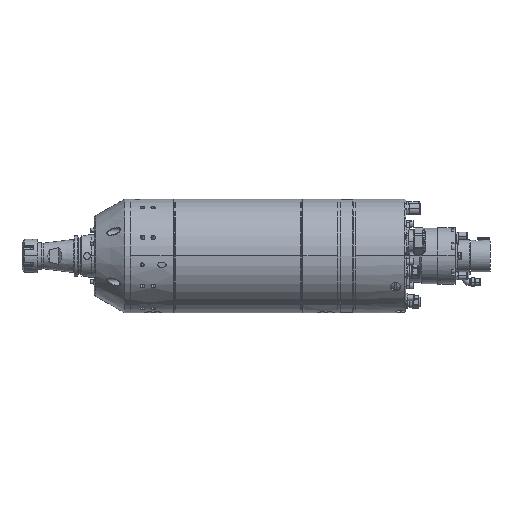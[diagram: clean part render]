
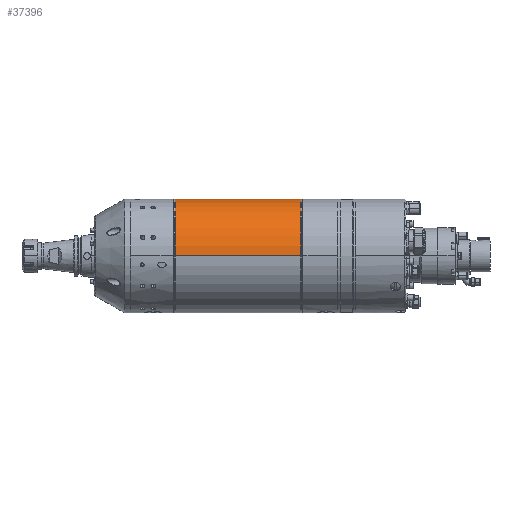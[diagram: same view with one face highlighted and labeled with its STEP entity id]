
A CAD part, top view. The second image highlights one B-rep face of the part: STEP entity #37396.
In plain terms, the highlighted cylindrical face has radius 85 mm (diameter 170 mm), a partial arc.
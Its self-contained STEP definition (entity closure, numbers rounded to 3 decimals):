
#537 = CARTESIAN_POINT ( 'NONE',  ( 124.8, 0., 85. ) ) ;
#2723 = CARTESIAN_POINT ( 'NONE',  ( 312.8, 0., -85. ) ) ;
#5318 = DIRECTION ( 'NONE',  ( 0., 0., 1. ) ) ;
#5429 = DIRECTION ( 'NONE',  ( -1., 0., 0. ) ) ;
#5492 = CARTESIAN_POINT ( 'NONE',  ( 312.8, 0., 0. ) ) ;
#8764 = EDGE_CURVE ( 'NONE', #16065, #16386, #37701, .T. ) ;
#9753 = CARTESIAN_POINT ( 'NONE',  ( 312.8, 0., 85. ) ) ;
#10292 = LINE ( 'NONE', #13128, #49667 ) ;
#13128 = CARTESIAN_POINT ( 'NONE',  ( 368., 0., 85. ) ) ;
#13184 = ORIENTED_EDGE ( 'NONE', *, *, #30098, .F. ) ;
#13483 = DIRECTION ( 'NONE',  ( 1., 0., 0. ) ) ;
#13832 = VERTEX_POINT ( 'NONE', #537 ) ;
#15144 = ORIENTED_EDGE ( 'NONE', *, *, #8764, .T. ) ;
#15459 = VERTEX_POINT ( 'NONE', #28806 ) ;
#16065 = VERTEX_POINT ( 'NONE', #9753 ) ;
#16386 = VERTEX_POINT ( 'NONE', #2723 ) ;
#16640 = EDGE_CURVE ( 'NONE', #13832, #15459, #40808, .T. ) ;
#18315 = DIRECTION ( 'NONE',  ( 0., 0., 1. ) ) ;
#18528 = ORIENTED_EDGE ( 'NONE', *, *, #43885, .T. ) ;
#20489 = CYLINDRICAL_SURFACE ( 'NONE', #31435, 85. ) ;
#24218 = AXIS2_PLACEMENT_3D ( 'NONE', #26763, #26581, #18315 ) ;
#26581 = DIRECTION ( 'NONE',  ( -1., 0., 0. ) ) ;
#26763 = CARTESIAN_POINT ( 'NONE',  ( 124.8, 0., 0. ) ) ;
#27650 = FACE_OUTER_BOUND ( 'NONE', #42560, .T. ) ;
#28806 = CARTESIAN_POINT ( 'NONE',  ( 124.8, 0., -85. ) ) ;
#30098 = EDGE_CURVE ( 'NONE', #15459, #16386, #50899, .T. ) ;
#31435 = AXIS2_PLACEMENT_3D ( 'NONE', #49981, #49742, #51866 ) ;
#33627 = DIRECTION ( 'NONE',  ( 1., 0., 0. ) ) ;
#33810 = CARTESIAN_POINT ( 'NONE',  ( 368., 0., -85. ) ) ;
#37396 = ADVANCED_FACE ( 'NONE', ( #27650 ), #20489, .T. ) ;
#37701 = CIRCLE ( 'NONE', #48040, 85. ) ;
#40808 = CIRCLE ( 'NONE', #24218, 85. ) ;
#42560 = EDGE_LOOP ( 'NONE', ( #52462, #18528, #15144, #13184 ) ) ;
#43885 = EDGE_CURVE ( 'NONE', #13832, #16065, #10292, .T. ) ;
#48040 = AXIS2_PLACEMENT_3D ( 'NONE', #5492, #5429, #5318 ) ;
#49667 = VECTOR ( 'NONE', #13483, 1000. ) ;
#49742 = DIRECTION ( 'NONE',  ( 1., 0., 0. ) ) ;
#49981 = CARTESIAN_POINT ( 'NONE',  ( 368., 0., 0. ) ) ;
#50641 = VECTOR ( 'NONE', #33627, 1000. ) ;
#50899 = LINE ( 'NONE', #33810, #50641 ) ;
#51866 = DIRECTION ( 'NONE',  ( 0., 0., -1. ) ) ;
#52462 = ORIENTED_EDGE ( 'NONE', *, *, #16640, .F. ) ;
